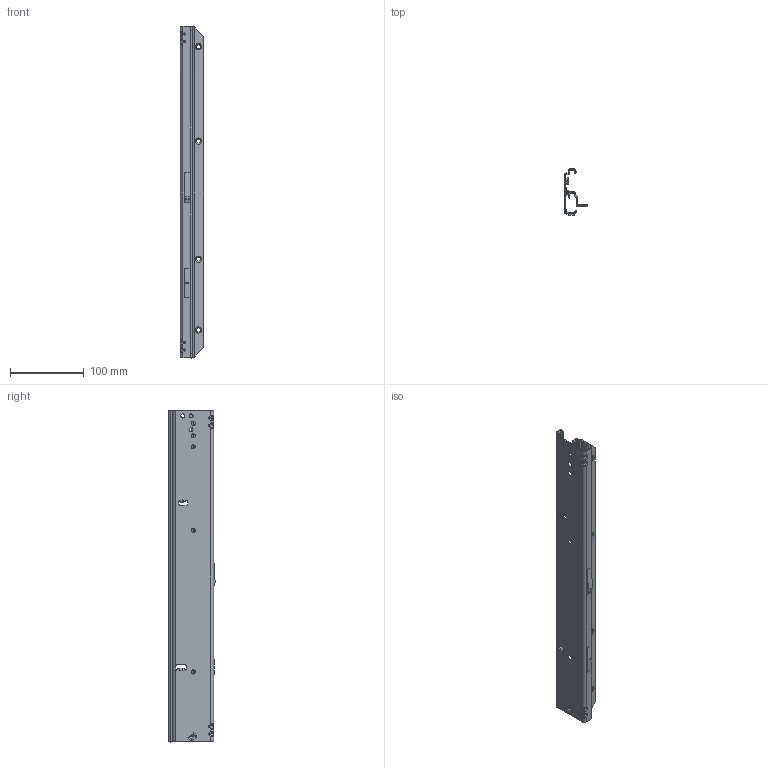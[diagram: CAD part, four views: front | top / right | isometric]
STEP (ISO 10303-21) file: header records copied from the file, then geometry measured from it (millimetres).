
FILE_DESCRIPTION (( 'STEP AP214' ), '1' );
FILE_NAME ('CS# 791.450-GA.L103_closed.STEP', '2023-04-24T13:44:38', ( '' ), ( '' ), 'SwSTEP 2.0', 'SolidWorks 2020', '' );
FILE_SCHEMA (( 'AUTOMOTIVE_DESIGN' ));
Length unit declared in the file: millimetre
Products named in the file (6): CS# 785.XXX-01.0000_NL 450; CS# 786.XXX-03.S047_NL 450; CS# 791.450-GA.L103_closed; PG-033
Assembly tree (5 placements, depth 3):
  CS# 791.450-GA.L103_closed
    CS# 785.XXX-01.0000_NL 450
      CS# 785.XXX-01.0000_NL 450
      PG-033
    CS# 786.XXX-03.S047_NL 450
      CS# 786.XXX-03.S047_NL 450
Bounding box: 31.5 x 62.5 x 450 mm (x, y, z)
Volume: 88263.8 mm3; surface area: 122211 mm2
Topology: 3 solids, 3 shells, 1152 faces, 2945 edges, 1816 vertices
Faces by surface type: plane 453, bspline 270, cylinder 246, cone 90, torus 72, sphere 21
Entity records: 53288 total; most frequent: CARTESIAN_POINT 22825, ORIENTED_EDGE 5834, DIRECTION 4645, EDGE_CURVE 2917, VERTEX_POINT 1816, AXIS2_PLACEMENT_3D 1612, VECTOR 1421, LINE 1421
